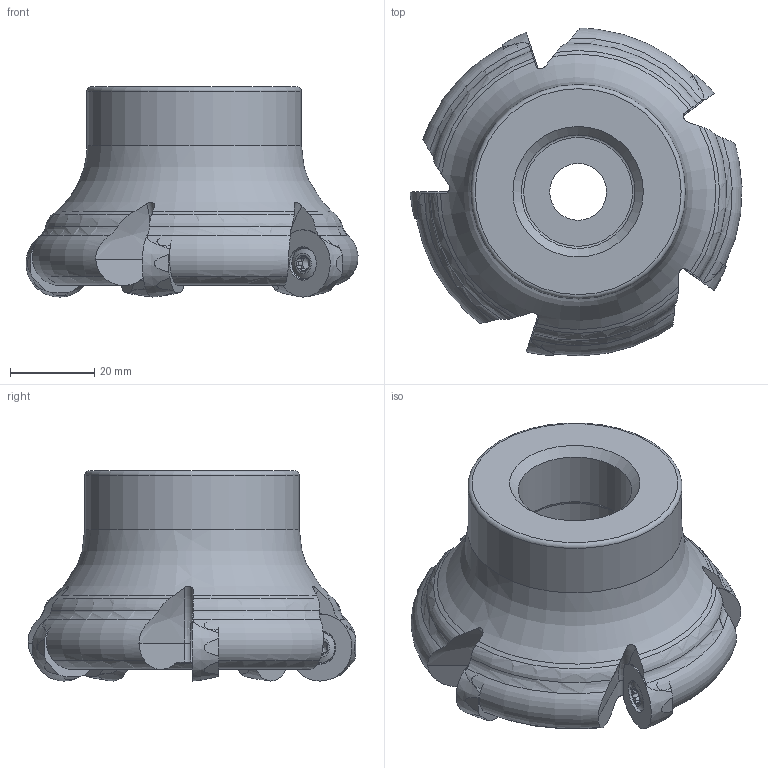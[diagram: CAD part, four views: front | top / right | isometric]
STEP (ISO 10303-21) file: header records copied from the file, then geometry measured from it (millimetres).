
FILE_DESCRIPTION(/* description */ (''),/* implementation_level */ '2;1');
FILE_NAME(/* name */ '1542870637206.stp',/* time_stamp */ '2018-11-22T12:40:50+05:00',/* author */ (''),/* organization */ ('SMS'),/* preprocessor_version */ 'ST-DEVELOPER v15',/* originating_system */ 'SIEMENS PLM Software NX 8.5',/* authorisation */ '');
FILE_SCHEMA (('AUTOMOTIVE_DESIGN { 1 0 10303 214 3 1 1 1 }'));
Length unit declared in the file: millimetre
Products named in the file (4): ASSEMBLY_CONSTRUCTION; 201856700mod000_00; 201904365mod000_00; 201904371mod000_00
Assembly tree (7 placements, depth 2):
  201904371mod000_00
    201904365mod000_00
    201856700mod000_00  x5
    ASSEMBLY_CONSTRUCTION
Bounding box: 78.96 x 77.97 x 50 mm (x, y, z)
Volume: 109206.4 mm3; surface area: 23948.2 mm2
Topology: 6 solids, 6 shells, 391 faces, 1013 edges, 662 vertices
Faces by surface type: plane 174, cone 70, extrusion 60, torus 52, cylinder 30, sphere 5
Full cylindrical faces by diameter (mm): 4.5 x5, 5.5 x5, 7.2 x5, 13.5 x1, 20 x1, 27.011 x1, 27.5 x1, 51 x1
Entity records: 13512 total; most frequent: CARTESIAN_POINT 5443, ORIENTED_EDGE 1618, DIRECTION 1595, EDGE_CURVE 809, AXIS2_PLACEMENT_3D 661, VERTEX_POINT 541, EDGE_LOOP 397, ADVANCED_FACE 335
